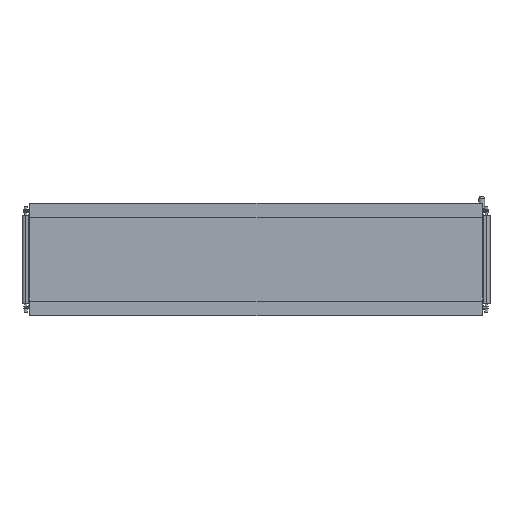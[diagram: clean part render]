
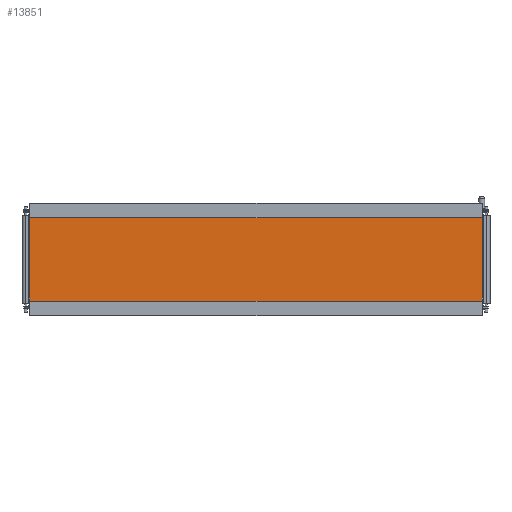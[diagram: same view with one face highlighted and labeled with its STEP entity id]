
A CAD part, front view. The second image highlights one B-rep face of the part: STEP entity #13851.
In plain terms, the highlighted planar face has unit normal (0, -1, 0).
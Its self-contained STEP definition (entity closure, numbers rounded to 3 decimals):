
#1215=FACE_OUTER_BOUND('',#2014,.T.);
#2014=EDGE_LOOP('',(#10176,#10177,#10178,#10179));
#3308=LINE('',#22598,#4842);
#3309=LINE('',#22600,#4843);
#3310=LINE('',#22602,#4844);
#3311=LINE('',#22603,#4845);
#4842=VECTOR('',#16127,2000.);
#4843=VECTOR('',#16128,9345.);
#4844=VECTOR('',#16129,2000.);
#4845=VECTOR('',#16130,9345.);
#6437=VERTEX_POINT('',#22596);
#6438=VERTEX_POINT('',#22597);
#6439=VERTEX_POINT('',#22599);
#6440=VERTEX_POINT('',#22601);
#7932=EDGE_CURVE('',#6437,#6438,#3308,.T.);
#7933=EDGE_CURVE('',#6439,#6437,#3309,.T.);
#7934=EDGE_CURVE('',#6440,#6439,#3310,.T.);
#7935=EDGE_CURVE('',#6438,#6440,#3311,.T.);
#10176=ORIENTED_EDGE('',*,*,#7932,.F.);
#10177=ORIENTED_EDGE('',*,*,#7933,.F.);
#10178=ORIENTED_EDGE('',*,*,#7934,.F.);
#10179=ORIENTED_EDGE('',*,*,#7935,.F.);
#13329=PLANE('',#14696);
#13851=ADVANCED_FACE('',(#1215),#13329,.F.);
#14696=AXIS2_PLACEMENT_3D('',#22595,#16125,#16126);
#16125=DIRECTION('center_axis',(0.,1.,0.));
#16126=DIRECTION('ref_axis',(0.,0.,1.));
#16127=DIRECTION('',(0.,0.,1.));
#16128=DIRECTION('',(-1.,0.,0.));
#16129=DIRECTION('',(0.,0.,-1.));
#16130=DIRECTION('',(1.,0.,0.));
#22595=CARTESIAN_POINT('Origin',(0.,0.,0.));
#22596=CARTESIAN_POINT('',(-4672.5,0.,-1000.));
#22597=CARTESIAN_POINT('',(-4672.5,0.,1000.));
#22598=CARTESIAN_POINT('',(-4672.5,0.,-1000.));
#22599=CARTESIAN_POINT('',(4672.5,0.,-1000.));
#22600=CARTESIAN_POINT('',(4672.5,0.,-1000.));
#22601=CARTESIAN_POINT('',(4672.5,0.,1000.));
#22602=CARTESIAN_POINT('',(4672.5,0.,1000.));
#22603=CARTESIAN_POINT('',(-4672.5,0.,1000.));
